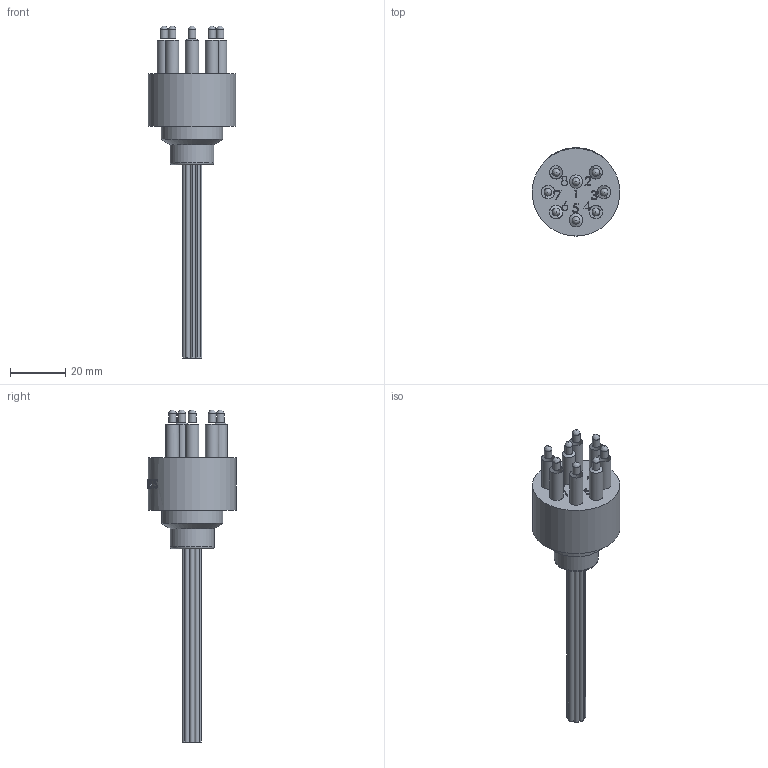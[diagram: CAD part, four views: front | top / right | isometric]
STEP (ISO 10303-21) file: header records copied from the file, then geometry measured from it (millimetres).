
FILE_DESCRIPTION(/* description */ ('STEP AP214'),/* implementation_level */ '2;1');
FILE_NAME(/* name */ 'OM8M.stp',/* time_stamp */ '2021-01-13T10:03:39+01:00',/* author */ ('sh'),/* organization */ (''),/* preprocessor_version */ 'ST-DEVELOPER v17.2',/* originating_system */ 'Autodesk Inventor 2019',/* authorisation */ '');
FILE_SCHEMA (('AUTOMOTIVE_DESIGN { 1 0 10303 214 3 1 1 }'));
Length unit declared in the file: inch
Products named in the file (1): 01004580
Bounding box: 31.75 x 31.95 x 120.14 mm (x, y, z)
Volume: 22341.4 mm3; surface area: 9114.4 mm2
Topology: 1 solids, 1 shells, 266 faces, 716 edges, 496 vertices
Faces by surface type: plane 110, bspline 106, cylinder 40, cone 9, torus 1
Full cylindrical faces by diameter (mm): 1.778 x6, 2.779 x8, 4.826 x8, 15.875 x1, 22.225 x1, 31.75 x1
Entity records: 24385 total; most frequent: CARTESIAN_POINT 17970, ORIENTED_EDGE 1432, DIRECTION 1043, EDGE_CURVE 716, VERTEX_POINT 496, AXIS2_PLACEMENT_3D 360, LINE 323, VECTOR 323
